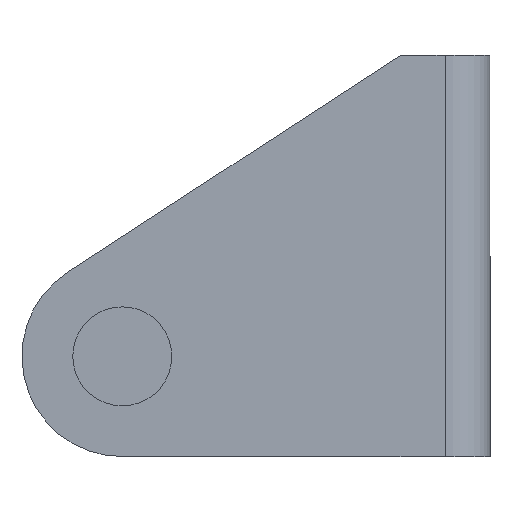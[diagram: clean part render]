
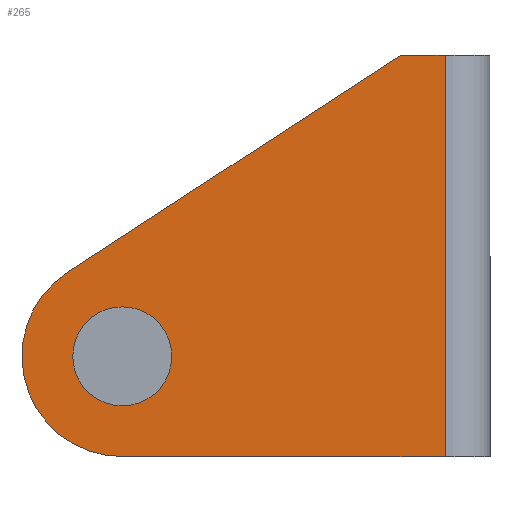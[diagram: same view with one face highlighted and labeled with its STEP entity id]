
A CAD part, left-side view. The second image highlights one B-rep face of the part: STEP entity #265.
In plain terms, the highlighted planar face has unit normal (-1, 0, 0).
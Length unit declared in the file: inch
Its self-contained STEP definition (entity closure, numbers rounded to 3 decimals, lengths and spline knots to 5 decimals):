
#22 = DIRECTION ( 'NONE',  ( 0., 0.838, -0.546 ) ) ;
#61 = CARTESIAN_POINT ( 'NONE',  ( -0.45866, 0.1678, -0.75 ) ) ;
#66 = FACE_BOUND ( 'NONE', #416, .T. ) ;
#98 = LINE ( 'NONE', #123, #505 ) ;
#119 = CARTESIAN_POINT ( 'NONE',  ( -0.45866, 1.57964, -0.06076 ) ) ;
#123 = CARTESIAN_POINT ( 'NONE',  ( -0.45866, 0., 0.75 ) ) ;
#144 = CARTESIAN_POINT ( 'NONE',  ( -0.45866, 1.19193, -0.375 ) ) ;
#164 = VERTEX_POINT ( 'NONE', #119 ) ;
#174 = VERTEX_POINT ( 'NONE', #211 ) ;
#192 = CARTESIAN_POINT ( 'NONE',  ( -0.45866, 0.1678, 0.75 ) ) ;
#196 = VERTEX_POINT ( 'NONE', #61 ) ;
#208 = DIRECTION ( 'NONE',  ( -1., 0., 0. ) ) ;
#211 = CARTESIAN_POINT ( 'NONE',  ( -0.45866, 0.33465, 0.75 ) ) ;
#228 = DIRECTION ( 'NONE',  ( 0., 0., -1. ) ) ;
#255 = DIRECTION ( 'NONE',  ( -1., 0., 0. ) ) ;
#265 = ADVANCED_FACE ( 'NONE', ( #66, #1070 ), #728, .F. ) ;
#268 = EDGE_CURVE ( 'NONE', #651, #196, #926, .T. ) ;
#269 = VERTEX_POINT ( 'NONE', #144 ) ;
#287 = EDGE_LOOP ( 'NONE', ( #362, #672, #1039, #763, #990 ) ) ;
#299 = VECTOR ( 'NONE', #22, 39.37008 ) ;
#304 = CARTESIAN_POINT ( 'NONE',  ( -0.45866, 0., 0. ) ) ;
#320 = CIRCLE ( 'NONE', #580, 0.18307 ) ;
#337 = ORIENTED_EDGE ( 'NONE', *, *, #522, .F. ) ;
#343 = CARTESIAN_POINT ( 'NONE',  ( -0.45866, 0.44262, 0.67968 ) ) ;
#352 = VERTEX_POINT ( 'NONE', #480 ) ;
#362 = ORIENTED_EDGE ( 'NONE', *, *, #729, .T. ) ;
#364 = DIRECTION ( 'NONE',  ( 0., 1., 0. ) ) ;
#384 = DIRECTION ( 'NONE',  ( -1., 0., 0. ) ) ;
#386 = CARTESIAN_POINT ( 'NONE',  ( -0.45866, 1.55807, -0.375 ) ) ;
#416 = EDGE_LOOP ( 'NONE', ( #671, #337 ) ) ;
#438 = EDGE_CURVE ( 'NONE', #352, #196, #681, .T. ) ;
#444 = AXIS2_PLACEMENT_3D ( 'NONE', #711, #208, #797 ) ;
#452 = VECTOR ( 'NONE', #496, 39.37008 ) ;
#480 = CARTESIAN_POINT ( 'NONE',  ( -0.45866, 1.375, -0.75 ) ) ;
#496 = DIRECTION ( 'NONE',  ( 0., -1., 0. ) ) ;
#505 = VECTOR ( 'NONE', #364, 39.37008 ) ;
#522 = EDGE_CURVE ( 'NONE', #947, #269, #626, .T. ) ;
#534 = AXIS2_PLACEMENT_3D ( 'NONE', #767, #255, #851 ) ;
#554 = DIRECTION ( 'NONE',  ( 0., 1., 0. ) ) ;
#574 = AXIS2_PLACEMENT_3D ( 'NONE', #304, #1065, #554 ) ;
#580 = AXIS2_PLACEMENT_3D ( 'NONE', #897, #384, #978 ) ;
#581 = EDGE_CURVE ( 'NONE', #174, #164, #971, .T. ) ;
#612 = VECTOR ( 'NONE', #228, 39.37008 ) ;
#626 = CIRCLE ( 'NONE', #534, 0.18307 ) ;
#651 = VERTEX_POINT ( 'NONE', #192 ) ;
#671 = ORIENTED_EDGE ( 'NONE', *, *, #919, .F. ) ;
#672 = ORIENTED_EDGE ( 'NONE', *, *, #438, .T. ) ;
#681 = LINE ( 'NONE', #1008, #452 ) ;
#697 = EDGE_CURVE ( 'NONE', #651, #174, #98, .T. ) ;
#711 = CARTESIAN_POINT ( 'NONE',  ( -0.45866, 1.375, -0.375 ) ) ;
#728 = PLANE ( 'NONE',  #574 ) ;
#729 = EDGE_CURVE ( 'NONE', #164, #352, #956, .T. ) ;
#731 = CARTESIAN_POINT ( 'NONE',  ( -0.45866, 0.1678, -0.75 ) ) ;
#763 = ORIENTED_EDGE ( 'NONE', *, *, #697, .T. ) ;
#767 = CARTESIAN_POINT ( 'NONE',  ( -0.45866, 1.375, -0.375 ) ) ;
#797 = DIRECTION ( 'NONE',  ( 0., -1., 0. ) ) ;
#851 = DIRECTION ( 'NONE',  ( 0., -1., 0. ) ) ;
#897 = CARTESIAN_POINT ( 'NONE',  ( -0.45866, 1.375, -0.375 ) ) ;
#919 = EDGE_CURVE ( 'NONE', #269, #947, #320, .T. ) ;
#926 = LINE ( 'NONE', #731, #612 ) ;
#947 = VERTEX_POINT ( 'NONE', #386 ) ;
#956 = CIRCLE ( 'NONE', #444, 0.375 ) ;
#971 = LINE ( 'NONE', #343, #299 ) ;
#978 = DIRECTION ( 'NONE',  ( 0., -1., 0. ) ) ;
#990 = ORIENTED_EDGE ( 'NONE', *, *, #581, .T. ) ;
#1008 = CARTESIAN_POINT ( 'NONE',  ( -0.45866, 0., -0.75 ) ) ;
#1039 = ORIENTED_EDGE ( 'NONE', *, *, #268, .F. ) ;
#1065 = DIRECTION ( 'NONE',  ( 1., 0., 0. ) ) ;
#1070 = FACE_OUTER_BOUND ( 'NONE', #287, .T. ) ;
